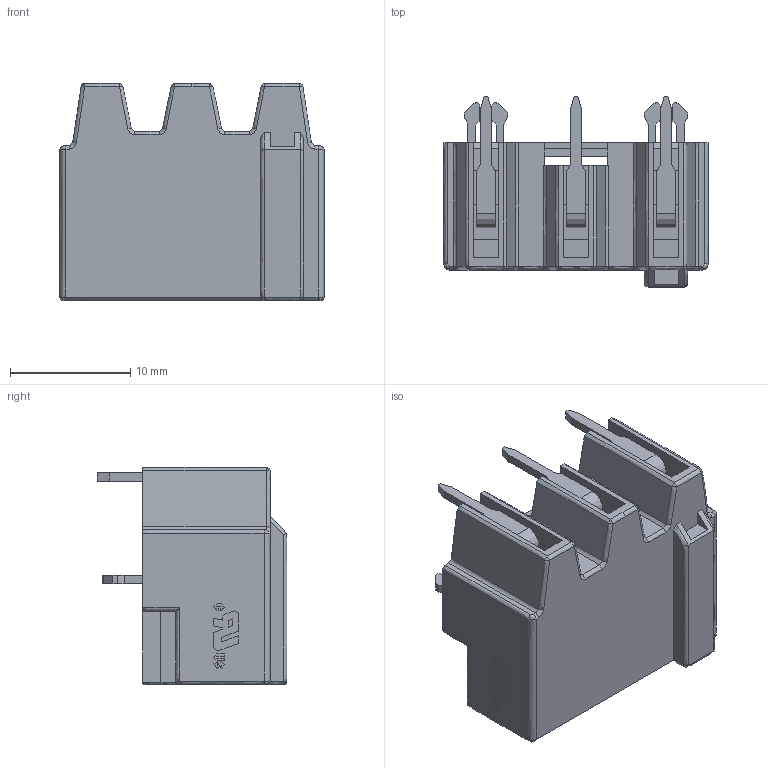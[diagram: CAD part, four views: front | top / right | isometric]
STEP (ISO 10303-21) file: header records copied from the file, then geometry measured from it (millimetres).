
FILE_DESCRIPTION( ('This file contains a STEP AP42 implementation' ,'as created by ZW3D STEP Interface translator.') ,'2;1' );
FILE_NAME( 'WJ9RC-7.5-03P.stp' ,'25 422. 82119', (''), ('ZWCAD Software Co.'), 'Version 1.0', 'ZW3D to STEP translator', '' );
FILE_SCHEMA(('AUTOMOTIVE_DESIGN'));
Length unit declared in the file: millimetre
Products named in the file (2): 0; WJ9RC-7.5-03P
Bounding box: 22 x 15.8 x 18.1 mm (x, y, z)
Volume: 1574.9 mm3; surface area: 3444.3 mm2
Topology: 1 solids, 13 shells, 1378 faces, 3857 edges, 2529 vertices
Faces by surface type: bspline 1378
Entity records: 43229 total; most frequent: CARTESIAN_POINT 18490, ORIENTED_EDGE 7710, EDGE_CURVE 3855, B_SPLINE_CURVE_WITH_KNOTS 3690, VERTEX_POINT 2529, EDGE_LOOP 1438, FACE_OUTER_BOUND 1378, ADVANCED_FACE 1378
